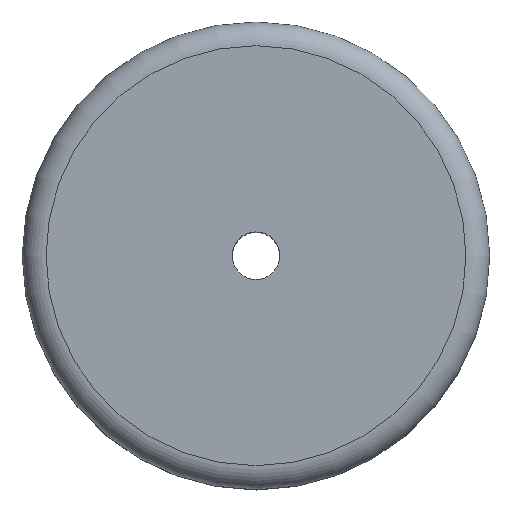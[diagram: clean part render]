
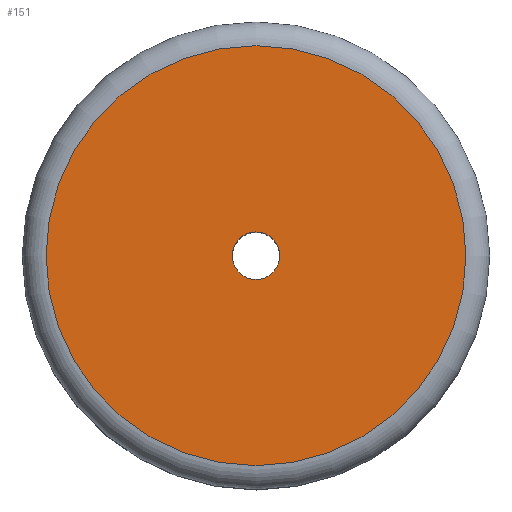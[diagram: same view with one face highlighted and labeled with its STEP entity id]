
A CAD part, top view. The second image highlights one B-rep face of the part: STEP entity #151.
In plain terms, the highlighted planar face has unit normal (0, 0, 1).
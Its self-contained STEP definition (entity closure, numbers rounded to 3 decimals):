
#16=FACE_BOUND('',#47,.T.);
#18=PLANE('',#190);
#35=FACE_OUTER_BOUND('',#46,.T.);
#46=EDGE_LOOP('',(#128));
#47=EDGE_LOOP('',(#129));
#63=CIRCLE('',#188,8.835);
#65=CIRCLE('',#191,1.);
#77=VERTEX_POINT('',#287);
#78=VERTEX_POINT('',#291);
#94=EDGE_CURVE('',#77,#77,#63,.T.);
#96=EDGE_CURVE('',#78,#78,#65,.T.);
#128=ORIENTED_EDGE('',*,*,#94,.F.);
#129=ORIENTED_EDGE('',*,*,#96,.T.);
#151=ADVANCED_FACE('',(#35,#16),#18,.T.);
#188=AXIS2_PLACEMENT_3D('',#288,#239,#240);
#190=AXIS2_PLACEMENT_3D('',#290,#243,#244);
#191=AXIS2_PLACEMENT_3D('',#292,#245,#246);
#239=DIRECTION('center_axis',(0.,0.,
-1.));
#240=DIRECTION('ref_axis',(1.,0.,0.));
#243=DIRECTION('center_axis',(0.,0.,
1.));
#244=DIRECTION('ref_axis',(1.,0.,0.));
#245=DIRECTION('center_axis',(0.,0.,
-1.));
#246=DIRECTION('ref_axis',(1.,0.,0.));
#287=CARTESIAN_POINT('',(-19.967,-50.,170.75));
#288=CARTESIAN_POINT('Origin',(-11.132,-50.,170.75));
#290=CARTESIAN_POINT('Origin',(-11.132,-50.,170.75));
#291=CARTESIAN_POINT('',(-12.132,-50.,170.75));
#292=CARTESIAN_POINT('Origin',(-11.132,-50.,170.75));
